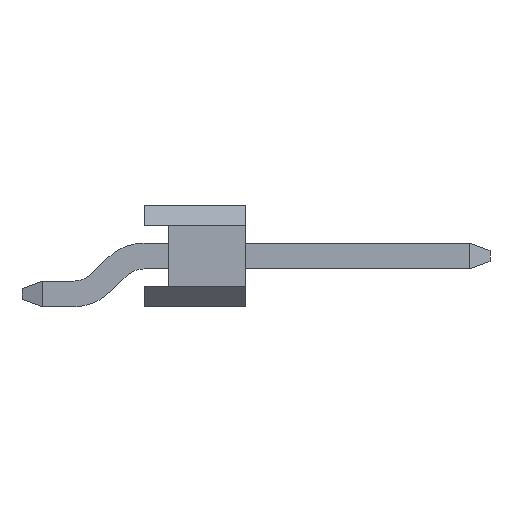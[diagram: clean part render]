
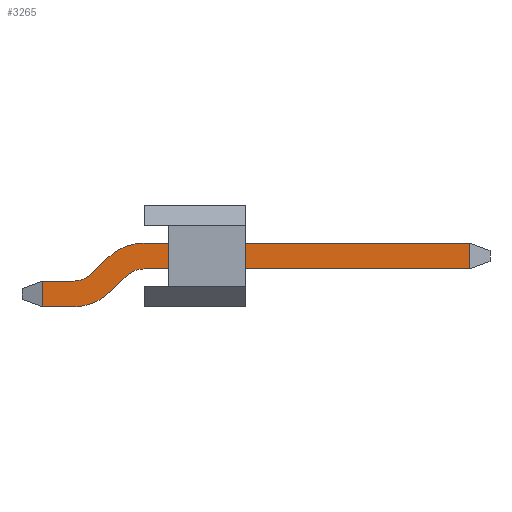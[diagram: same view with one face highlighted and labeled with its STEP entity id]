
A CAD part, front view. The second image highlights one B-rep face of the part: STEP entity #3265.
In plain terms, the highlighted planar face has unit normal (0, -1, 0).
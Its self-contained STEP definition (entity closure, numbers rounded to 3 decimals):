
#3110 = VERTEX_POINT('',#3111);
#3111 = CARTESIAN_POINT('',(2.111,-0.318,0.933));
#3117 = EDGE_CURVE('',#3110,#3118,#3120,.T.);
#3118 = VERTEX_POINT('',#3119);
#3119 = CARTESIAN_POINT('',(10.103,-0.318,0.933));
#3120 = LINE('',#3121,#3122);
#3121 = CARTESIAN_POINT('',(2.111,-0.318,0.933));
#3122 = VECTOR('',#3123,1.);
#3123 = DIRECTION('',(1.,0.,0.));
#3265 = ADVANCED_FACE('',(#3266),#3359,.F.);
#3266 = FACE_BOUND('',#3267,.F.);
#3267 = EDGE_LOOP('',(#3268,#3269,#3278,#3286,#3295,#3303,#3311,#3319,
    #3328,#3336,#3345,#3353));
#3268 = ORIENTED_EDGE('',*,*,#3117,.F.);
#3269 = ORIENTED_EDGE('',*,*,#3270,.T.);
#3270 = EDGE_CURVE('',#3110,#3271,#3273,.T.);
#3271 = VERTEX_POINT('',#3272);
#3272 = CARTESIAN_POINT('',(1.667,-0.318,0.751));
#3273 = CIRCLE('',#3274,0.635);
#3274 = AXIS2_PLACEMENT_3D('',#3275,#3276,#3277);
#3275 = CARTESIAN_POINT('',(2.111,-0.318,0.298));
#3276 = DIRECTION('',(0.,-1.,0.));
#3277 = DIRECTION('',(-1.,0.,0.));
#3278 = ORIENTED_EDGE('',*,*,#3279,.T.);
#3279 = EDGE_CURVE('',#3271,#3280,#3282,.T.);
#3280 = VERTEX_POINT('',#3281);
#3281 = CARTESIAN_POINT('',(1.269,-0.318,0.362));
#3282 = LINE('',#3283,#3284);
#3283 = CARTESIAN_POINT('',(1.667,-0.318,0.751));
#3284 = VECTOR('',#3285,1.);
#3285 = DIRECTION('',(-0.715,0.,
    -0.699));
#3286 = ORIENTED_EDGE('',*,*,#3287,.F.);
#3287 = EDGE_CURVE('',#3288,#3280,#3290,.T.);
#3288 = VERTEX_POINT('',#3289);
#3289 = CARTESIAN_POINT('',(0.381,-0.318,0.));
#3290 = CIRCLE('',#3291,1.27);
#3291 = AXIS2_PLACEMENT_3D('',#3292,#3293,#3294);
#3292 = CARTESIAN_POINT('',(0.381,-0.318,1.27));
#3293 = DIRECTION('',(0.,-1.,0.));
#3294 = DIRECTION('',(-1.,0.,0.));
#3295 = ORIENTED_EDGE('',*,*,#3296,.F.);
#3296 = EDGE_CURVE('',#3297,#3288,#3299,.T.);
#3297 = VERTEX_POINT('',#3298);
#3298 = CARTESIAN_POINT('',(-0.381,-0.318,0.));
#3299 = LINE('',#3300,#3301);
#3300 = CARTESIAN_POINT('',(-0.889,-0.318,0.));
#3301 = VECTOR('',#3302,1.);
#3302 = DIRECTION('',(1.,0.,0.));
#3303 = ORIENTED_EDGE('',*,*,#3304,.F.);
#3304 = EDGE_CURVE('',#3305,#3297,#3307,.T.);
#3305 = VERTEX_POINT('',#3306);
#3306 = CARTESIAN_POINT('',(-0.381,-0.318,0.635));
#3307 = LINE('',#3308,#3309);
#3308 = CARTESIAN_POINT('',(-0.381,-0.318,0.845));
#3309 = VECTOR('',#3310,1.);
#3310 = DIRECTION('',(0.,0.,-1.));
#3311 = ORIENTED_EDGE('',*,*,#3312,.F.);
#3312 = EDGE_CURVE('',#3313,#3305,#3315,.T.);
#3313 = VERTEX_POINT('',#3314);
#3314 = CARTESIAN_POINT('',(0.381,-0.318,0.635));
#3315 = LINE('',#3316,#3317);
#3316 = CARTESIAN_POINT('',(0.381,-0.318,0.635));
#3317 = VECTOR('',#3318,1.);
#3318 = DIRECTION('',(-1.,0.,0.));
#3319 = ORIENTED_EDGE('',*,*,#3320,.T.);
#3320 = EDGE_CURVE('',#3313,#3321,#3323,.T.);
#3321 = VERTEX_POINT('',#3322);
#3322 = CARTESIAN_POINT('',(0.825,-0.318,0.816));
#3323 = CIRCLE('',#3324,0.635);
#3324 = AXIS2_PLACEMENT_3D('',#3325,#3326,#3327);
#3325 = CARTESIAN_POINT('',(0.381,-0.318,1.27));
#3326 = DIRECTION('',(0.,-1.,0.));
#3327 = DIRECTION('',(-1.,0.,0.));
#3328 = ORIENTED_EDGE('',*,*,#3329,.T.);
#3329 = EDGE_CURVE('',#3321,#3330,#3332,.T.);
#3330 = VERTEX_POINT('',#3331);
#3331 = CARTESIAN_POINT('',(1.223,-0.318,1.205));
#3332 = LINE('',#3333,#3334);
#3333 = CARTESIAN_POINT('',(0.825,-0.318,0.816));
#3334 = VECTOR('',#3335,1.);
#3335 = DIRECTION('',(0.715,0.,0.699)
  );
#3336 = ORIENTED_EDGE('',*,*,#3337,.F.);
#3337 = EDGE_CURVE('',#3338,#3330,#3340,.T.);
#3338 = VERTEX_POINT('',#3339);
#3339 = CARTESIAN_POINT('',(2.111,-0.318,1.568));
#3340 = CIRCLE('',#3341,1.27);
#3341 = AXIS2_PLACEMENT_3D('',#3342,#3343,#3344);
#3342 = CARTESIAN_POINT('',(2.111,-0.318,0.298));
#3343 = DIRECTION('',(0.,-1.,0.));
#3344 = DIRECTION('',(-1.,0.,0.));
#3345 = ORIENTED_EDGE('',*,*,#3346,.F.);
#3346 = EDGE_CURVE('',#3347,#3338,#3349,.T.);
#3347 = VERTEX_POINT('',#3348);
#3348 = CARTESIAN_POINT('',(10.103,-0.318,1.568));
#3349 = LINE('',#3350,#3351);
#3350 = CARTESIAN_POINT('',(10.611,-0.318,1.568));
#3351 = VECTOR('',#3352,1.);
#3352 = DIRECTION('',(-1.,0.,0.));
#3353 = ORIENTED_EDGE('',*,*,#3354,.F.);
#3354 = EDGE_CURVE('',#3118,#3347,#3355,.T.);
#3355 = LINE('',#3356,#3357);
#3356 = CARTESIAN_POINT('',(10.103,-0.318,1.311));
#3357 = VECTOR('',#3358,1.);
#3358 = DIRECTION('',(0.,0.,1.));
#3359 = PLANE('',#3360);
#3360 = AXIS2_PLACEMENT_3D('',#3361,#3362,#3363);
#3361 = CARTESIAN_POINT('',(4.774,-0.318,1.055));
#3362 = DIRECTION('',(0.,1.,0.));
#3363 = DIRECTION('',(0.,0.,1.));
